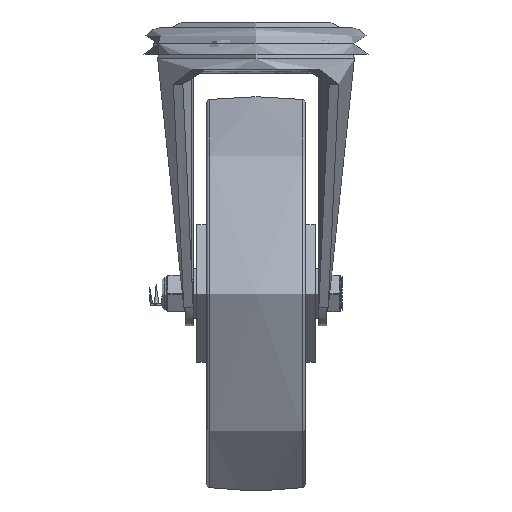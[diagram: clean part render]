
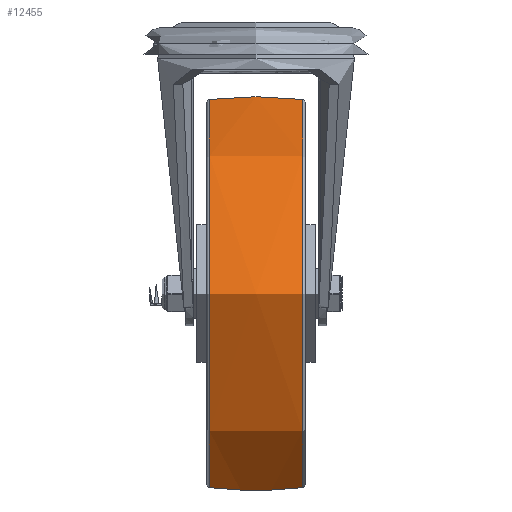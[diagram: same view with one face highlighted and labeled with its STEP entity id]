
A CAD part, left-side view. The second image highlights one B-rep face of the part: STEP entity #12455.
In plain terms, the highlighted free-form (B-spline) face has degree [2, 2] with [3, 9] control points.
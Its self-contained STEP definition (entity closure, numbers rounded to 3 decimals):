
#65=(
BOUNDED_SURFACE()
B_SPLINE_SURFACE(2,2,((#19216,#19217,#19218,#19219,#19220,#19221,#19222,
#19223,#19224),(#19225,#19226,#19227,#19228,#19229,#19230,#19231,#19232,
#19233),(#19234,#19235,#19236,#19237,#19238,#19239,#19240,#19241,#19242)),
 .UNSPECIFIED.,.F.,.T.,.F.)
B_SPLINE_SURFACE_WITH_KNOTS((3,3),(3,2,2,2,3),(-0.113,0.113),
(-3.142,-1.571,0.,1.571,3.142),
 .UNSPECIFIED.)
GEOMETRIC_REPRESENTATION_ITEM()
RATIONAL_B_SPLINE_SURFACE(((1.,0.707,1.,0.707,1.,
0.707,1.,0.707,1.),(0.994,0.703,
0.994,0.703,0.994,0.703,
0.994,0.703,0.994),(1.,0.707,
1.,0.707,1.,0.707,1.,0.707,1.)))
REPRESENTATION_ITEM('')
SURFACE()
);
#3514=FACE_OUTER_BOUND('',#4288,.T.);
#4288=EDGE_LOOP('',(#9369,#9370,#9371,#9372));
#5117=CIRCLE('',#13495,98.656);
#5118=CIRCLE('',#13496,209.083);
#5119=CIRCLE('',#13497,98.656);
#5741=VERTEX_POINT('',#19213);
#5742=VERTEX_POINT('',#19243);
#7112=EDGE_CURVE('',#5741,#5741,#5117,.T.);
#7113=EDGE_CURVE('',#5741,#5742,#5118,.T.);
#7114=EDGE_CURVE('',#5742,#5742,#5119,.T.);
#9369=ORIENTED_EDGE('',*,*,#7112,.F.);
#9370=ORIENTED_EDGE('',*,*,#7113,.T.);
#9371=ORIENTED_EDGE('',*,*,#7114,.T.);
#9372=ORIENTED_EDGE('',*,*,#7113,.F.);
#12455=ADVANCED_FACE('',(#3514),#65,.F.);
#13495=AXIS2_PLACEMENT_3D('',#19215,#15067,#15068);
#13496=AXIS2_PLACEMENT_3D('',#19244,#15069,#15070);
#13497=AXIS2_PLACEMENT_3D('',#19245,#15071,#15072);
#15067=DIRECTION('center_axis',(0.,1.,0.));
#15068=DIRECTION('ref_axis',(0.,0.,1.));
#15069=DIRECTION('center_axis',(-1.,0.,0.));
#15070=DIRECTION('ref_axis',(0.,0.,
-1.));
#15071=DIRECTION('center_axis',(0.,1.,0.));
#15072=DIRECTION('ref_axis',(0.,0.,1.));
#19213=CARTESIAN_POINT('',(0.,23.67,-98.656));
#19215=CARTESIAN_POINT('Origin',(0.,23.67,
0.));
#19216=CARTESIAN_POINT('Ctrl Pts',(0.,-23.67,
-98.656));
#19217=CARTESIAN_POINT('Ctrl Pts',(-98.656,-23.67,
-98.656));
#19218=CARTESIAN_POINT('Ctrl Pts',(-98.656,-23.67,
0.));
#19219=CARTESIAN_POINT('Ctrl Pts',(-98.656,-23.67,
98.656));
#19220=CARTESIAN_POINT('Ctrl Pts',(0.,-23.67,
98.656));
#19221=CARTESIAN_POINT('Ctrl Pts',(98.656,-23.67,98.656));
#19222=CARTESIAN_POINT('Ctrl Pts',(98.656,-23.67,0.));
#19223=CARTESIAN_POINT('Ctrl Pts',(98.656,-23.67,-98.656));
#19224=CARTESIAN_POINT('Ctrl Pts',(0.,-23.67,
-98.656));
#19225=CARTESIAN_POINT('Ctrl Pts',(0.,0.,
-101.353));
#19226=CARTESIAN_POINT('Ctrl Pts',(-101.353,0.,
-101.353));
#19227=CARTESIAN_POINT('Ctrl Pts',(-101.353,0.,
0.));
#19228=CARTESIAN_POINT('Ctrl Pts',(-101.353,0.,
101.353));
#19229=CARTESIAN_POINT('Ctrl Pts',(0.,0.,101.353));
#19230=CARTESIAN_POINT('Ctrl Pts',(101.353,0.,
101.353));
#19231=CARTESIAN_POINT('Ctrl Pts',(101.353,0.,
0.));
#19232=CARTESIAN_POINT('Ctrl Pts',(101.353,0.,
-101.353));
#19233=CARTESIAN_POINT('Ctrl Pts',(0.,0.,
-101.353));
#19234=CARTESIAN_POINT('Ctrl Pts',(0.,23.67,
-98.656));
#19235=CARTESIAN_POINT('Ctrl Pts',(-98.656,23.67,-98.656));
#19236=CARTESIAN_POINT('Ctrl Pts',(-98.656,23.67,0.));
#19237=CARTESIAN_POINT('Ctrl Pts',(-98.656,23.67,98.656));
#19238=CARTESIAN_POINT('Ctrl Pts',(0.,23.67,
98.656));
#19239=CARTESIAN_POINT('Ctrl Pts',(98.656,23.67,98.656));
#19240=CARTESIAN_POINT('Ctrl Pts',(98.656,23.67,0.));
#19241=CARTESIAN_POINT('Ctrl Pts',(98.656,23.67,-98.656));
#19242=CARTESIAN_POINT('Ctrl Pts',(0.,23.67,
-98.656));
#19243=CARTESIAN_POINT('',(0.,-23.67,-98.656));
#19244=CARTESIAN_POINT('Origin',(0.,0.,
109.083));
#19245=CARTESIAN_POINT('Origin',(0.,-23.67,
0.));
